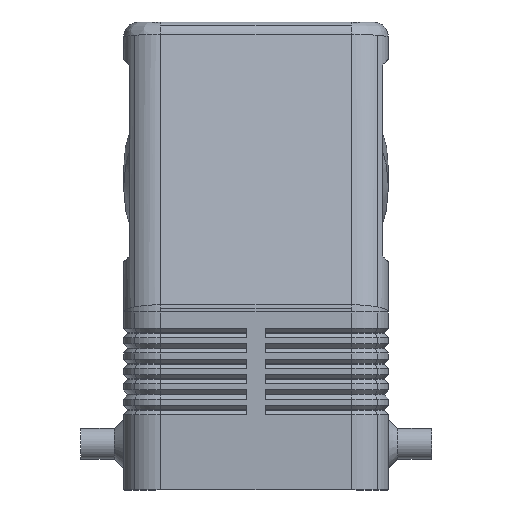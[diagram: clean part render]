
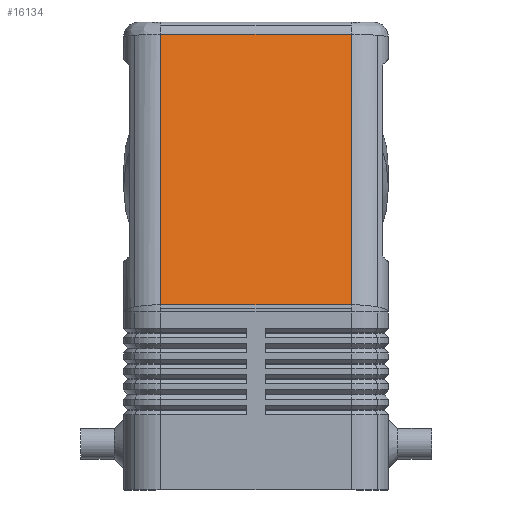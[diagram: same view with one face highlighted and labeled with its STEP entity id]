
A CAD part, left-side view. The second image highlights one B-rep face of the part: STEP entity #16134.
In plain terms, the highlighted planar face has unit normal (-0.981, 0, 0.195).
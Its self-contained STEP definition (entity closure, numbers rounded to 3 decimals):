
#495=CARTESIAN_POINT('',(-46.635,-15.5,30.08));
#496=VERTEX_POINT('',#495);
#504=CARTESIAN_POINT('',(-46.635,15.5,30.08));
#505=VERTEX_POINT('',#504);
#506=CARTESIAN_POINT('',(-46.635,-15.5,30.08));
#507=DIRECTION('',(0.0,1.0,0.0));
#508=VECTOR('',#507,31.);
#509=LINE('',#506,#508);
#510=EDGE_CURVE('',#496,#505,#509,.T.);
#15674=CARTESIAN_POINT('',(-37.9,-15.5,73.988));
#15675=VERTEX_POINT('',#15674);
#15683=CARTESIAN_POINT('',(-37.9,-15.5,73.988));
#15684=DIRECTION('',(-0.195,0.,-0.981));
#15685=VECTOR('',#15684,44.768);
#15686=LINE('',#15683,#15685);
#15687=EDGE_CURVE('',#15675,#496,#15686,.T.);
#16111=CARTESIAN_POINT('',(-37.5,0.0,76.0));
#16112=DIRECTION('',(-0.981,0.0,0.195));
#16113=DIRECTION('',(0.195,0.0,0.981));
#16114=AXIS2_PLACEMENT_3D('',#16111,#16112,#16113);
#16115=PLANE('',#16114);
#16116=ORIENTED_EDGE('',*,*,#15687,.F.);
#16117=CARTESIAN_POINT('',(-37.9,15.5,73.988));
#16118=VERTEX_POINT('',#16117);
#16119=CARTESIAN_POINT('',(-37.9,15.5,73.988));
#16120=DIRECTION('',(0.0,-1.0,0.0));
#16121=VECTOR('',#16120,31.0);
#16122=LINE('',#16119,#16121);
#16123=EDGE_CURVE('',#16118,#15675,#16122,.T.);
#16124=ORIENTED_EDGE('',*,*,#16123,.F.);
#16125=CARTESIAN_POINT('',(-46.635,15.5,30.08));
#16126=DIRECTION('',(0.195,0.,0.981));
#16127=VECTOR('',#16126,44.768);
#16128=LINE('',#16125,#16127);
#16129=EDGE_CURVE('',#505,#16118,#16128,.T.);
#16130=ORIENTED_EDGE('',*,*,#16129,.F.);
#16131=ORIENTED_EDGE('',*,*,#510,.F.);
#16132=EDGE_LOOP('',(#16116,#16124,#16130,#16131));
#16133=FACE_OUTER_BOUND('',#16132,.T.);
#16134=ADVANCED_FACE('',(#16133),#16115,.T.);
